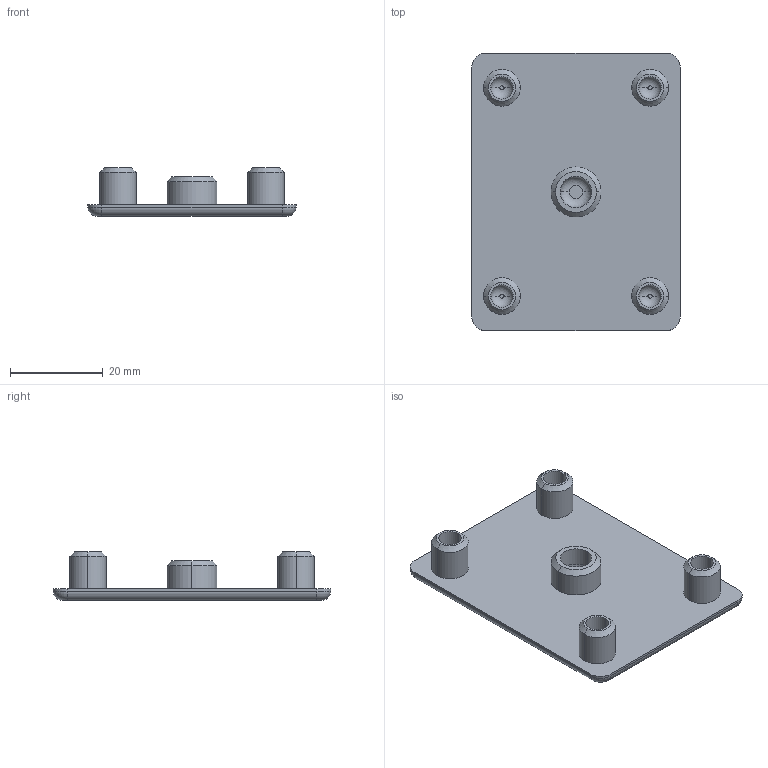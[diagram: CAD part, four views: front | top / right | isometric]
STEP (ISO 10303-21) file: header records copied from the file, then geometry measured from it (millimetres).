
FILE_DESCRIPTION (( 'STEP AP203' ), '1' );
FILE_NAME ('084.201.052.STEP', '2015-02-10T10:08:03', ( '' ), ( '' ), 'SwSTEP 2.0', 'SolidWorks 2012', '' );
FILE_SCHEMA (( 'CONFIG_CONTROL_DESIGN' ));
Length unit declared in the file: millimetre
Products named in the file (1): 084.201.052
Bounding box: 45 x 60 x 10.5 mm (x, y, z)
Volume: 7851.9 mm3; surface area: 7173 mm2
Topology: 1 solids, 1 shells, 68 faces, 140 edges, 84 vertices
Faces by surface type: cylinder 28, plane 16, torus 14, cone 10
Entity records: 1887 total; most frequent: DIRECTION 368, CARTESIAN_POINT 293, ORIENTED_EDGE 280, AXIS2_PLACEMENT_3D 159, EDGE_CURVE 140, CIRCLE 90, VERTEX_POINT 84, EDGE_LOOP 78
